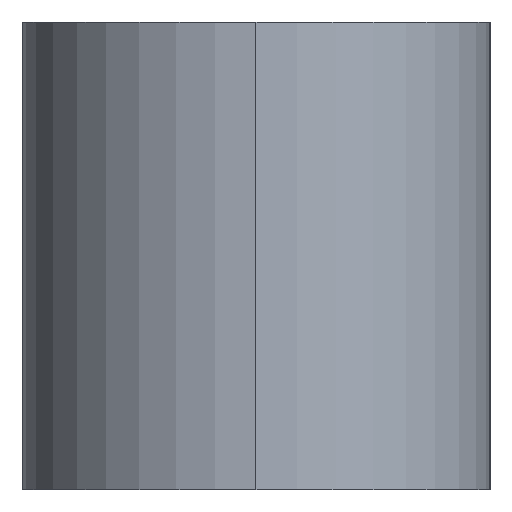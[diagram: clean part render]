
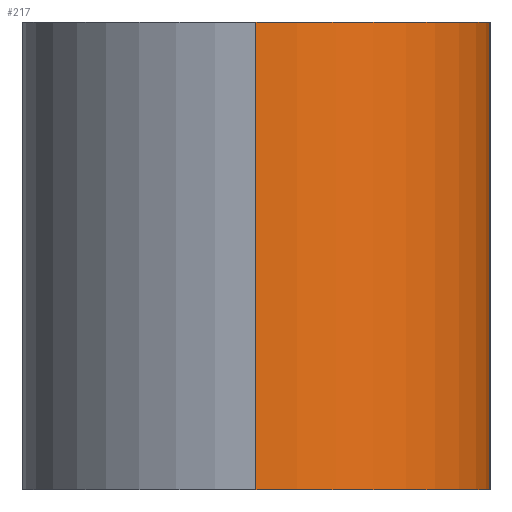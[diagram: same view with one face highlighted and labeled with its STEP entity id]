
A CAD part, left-side view. The second image highlights one B-rep face of the part: STEP entity #217.
In plain terms, the highlighted cylindrical face has radius 1 mm (diameter 2 mm), a partial arc.
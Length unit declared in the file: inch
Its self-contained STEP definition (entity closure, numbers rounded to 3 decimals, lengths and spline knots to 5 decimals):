
#3 = DIRECTION ( 'NONE',  ( 1., 0., 0. ) ) ;
#8 = CIRCLE ( 'NONE', #48, 0.03937 ) ;
#14 = CARTESIAN_POINT ( 'NONE',  ( -0.3937, 0., 0.03937 ) ) ;
#21 = CYLINDRICAL_SURFACE ( 'NONE', #125, 0.03937 ) ;
#25 = CIRCLE ( 'NONE', #64, 0.03937 ) ;
#34 = DIRECTION ( 'NONE',  ( 0., 0., -1. ) ) ;
#36 = ORIENTED_EDGE ( 'NONE', *, *, #58, .T. ) ;
#37 = DIRECTION ( 'NONE',  ( 0., 0., -1. ) ) ;
#48 = AXIS2_PLACEMENT_3D ( 'NONE', #201, #244, #115 ) ;
#54 = EDGE_LOOP ( 'NONE', ( #227, #36, #237, #138 ) ) ;
#58 = EDGE_CURVE ( 'NONE', #213, #249, #255, .T. ) ;
#59 = CARTESIAN_POINT ( 'NONE',  ( -0.35433, -0.03937, 0.03937 ) ) ;
#64 = AXIS2_PLACEMENT_3D ( 'NONE', #90, #242, #3 ) ;
#84 = VERTEX_POINT ( 'NONE', #59 ) ;
#90 = CARTESIAN_POINT ( 'NONE',  ( -0.35433, 0., 0.03937 ) ) ;
#94 = CARTESIAN_POINT ( 'NONE',  ( -0.3937, 0., 0.03937 ) ) ;
#108 = VECTOR ( 'NONE', #37, 39.37008 ) ;
#115 = DIRECTION ( 'NONE',  ( 1., 0., 0. ) ) ;
#125 = AXIS2_PLACEMENT_3D ( 'NONE', #137, #261, #179 ) ;
#134 = CARTESIAN_POINT ( 'NONE',  ( -0.3937, 0., -0.03937 ) ) ;
#136 = EDGE_CURVE ( 'NONE', #84, #206, #145, .T. ) ;
#137 = CARTESIAN_POINT ( 'NONE',  ( -0.35433, 0., 0.03937 ) ) ;
#138 = ORIENTED_EDGE ( 'NONE', *, *, #136, .F. ) ;
#145 = LINE ( 'NONE', #234, #180 ) ;
#153 = EDGE_CURVE ( 'NONE', #213, #84, #25, .T. ) ;
#154 = FACE_OUTER_BOUND ( 'NONE', #54, .T. ) ;
#179 = DIRECTION ( 'NONE',  ( -1., 0., 0. ) ) ;
#180 = VECTOR ( 'NONE', #34, 39.37008 ) ;
#194 = EDGE_CURVE ( 'NONE', #249, #206, #8, .T. ) ;
#201 = CARTESIAN_POINT ( 'NONE',  ( -0.35433, 0., -0.03937 ) ) ;
#206 = VERTEX_POINT ( 'NONE', #262 ) ;
#213 = VERTEX_POINT ( 'NONE', #94 ) ;
#217 = ADVANCED_FACE ( 'NONE', ( #154 ), #21, .T. ) ;
#227 = ORIENTED_EDGE ( 'NONE', *, *, #153, .F. ) ;
#234 = CARTESIAN_POINT ( 'NONE',  ( -0.35433, -0.03937, 0.03937 ) ) ;
#237 = ORIENTED_EDGE ( 'NONE', *, *, #194, .T. ) ;
#242 = DIRECTION ( 'NONE',  ( 0., 0., 1. ) ) ;
#244 = DIRECTION ( 'NONE',  ( 0., 0., 1. ) ) ;
#249 = VERTEX_POINT ( 'NONE', #134 ) ;
#255 = LINE ( 'NONE', #14, #108 ) ;
#261 = DIRECTION ( 'NONE',  ( 0., 0., -1. ) ) ;
#262 = CARTESIAN_POINT ( 'NONE',  ( -0.35433, -0.03937, -0.03937 ) ) ;
